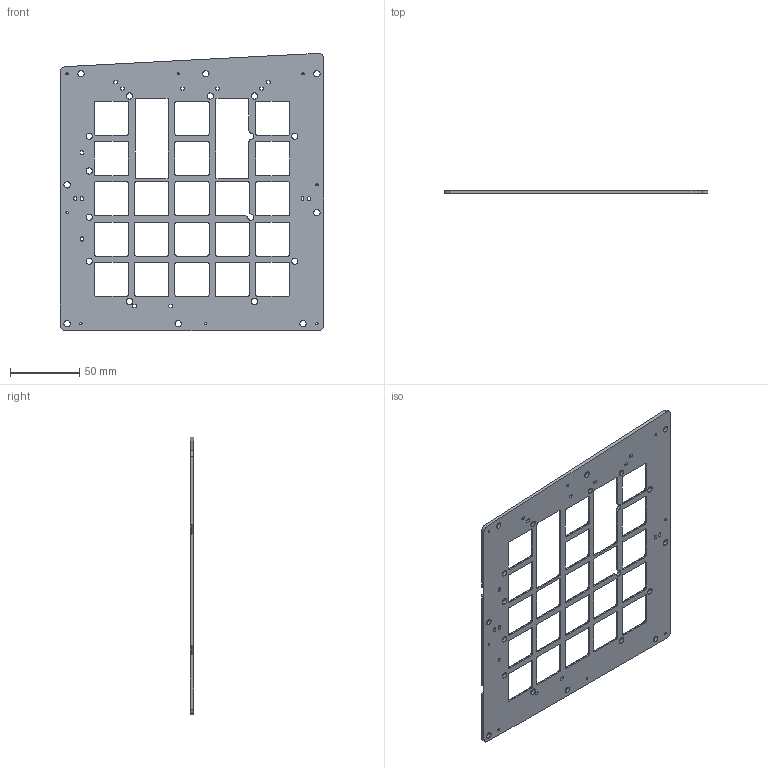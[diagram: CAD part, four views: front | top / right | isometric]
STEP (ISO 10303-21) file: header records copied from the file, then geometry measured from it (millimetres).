
FILE_DESCRIPTION(('FreeCAD Model'),'2;1');
FILE_NAME('Open CASCADE Shape Model','2023-01-16T14:07:45',(''),(''), 'Open CASCADE STEP processor 7.6','FreeCAD','Unknown');
FILE_SCHEMA(('AUTOMOTIVE_DESIGN { 1 0 10303 214 1 1 1 1 }'));
Length unit declared in the file: millimetre
Products named in the file (1): PVcomB_sputtermask_SHJ baseline V2_frame+inlay_M6_frame frontside
Bounding box: 190 x 2.5 x 199.74 mm (x, y, z)
Volume: 50006.8 mm3; surface area: 49422 mm2
Topology: 1 solids, 1 shells, 528 faces, 1404 edges, 875 vertices
Faces by surface type: plane 240, cylinder 197, cone 91
Entity records: 36062 total; most frequent: CARTESIAN_POINT 7805, DIRECTION 5430, LINE 3295, VECTOR 3295, ORIENTED_EDGE 2808, PCURVE 2808, DEFINITIONAL_REPRESENTATION 2808, EDGE_CURVE 1404
